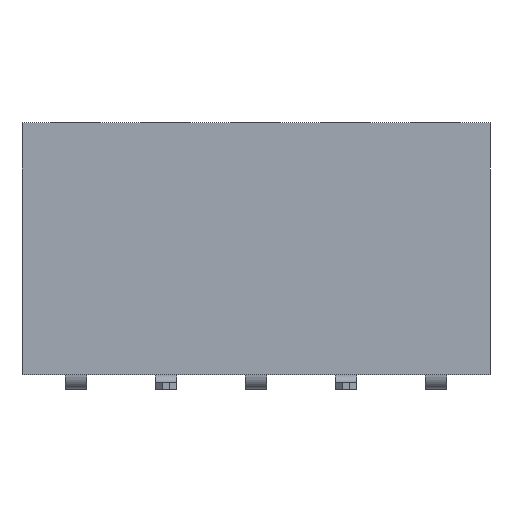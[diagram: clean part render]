
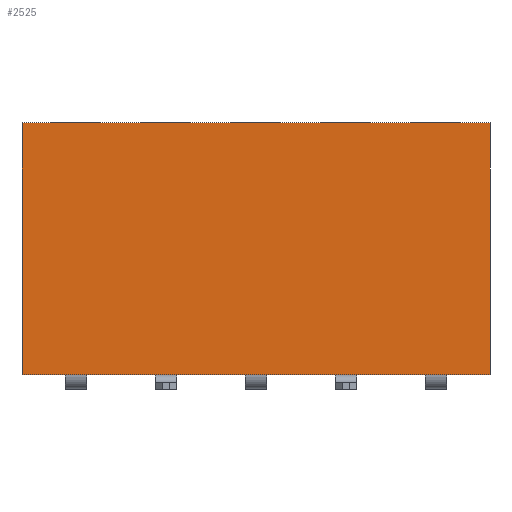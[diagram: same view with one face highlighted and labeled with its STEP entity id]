
A CAD part, front view. The second image highlights one B-rep face of the part: STEP entity #2525.
In plain terms, the highlighted planar face has unit normal (0, -1, 0).
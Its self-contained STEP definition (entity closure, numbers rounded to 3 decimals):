
#238=ORIENTED_EDGE('',*,*,#956,.T.);
#239=ORIENTED_EDGE('',*,*,#962,.T.);
#240=ORIENTED_EDGE('',*,*,#970,.T.);
#241=ORIENTED_EDGE('',*,*,#884,.T.);
#884=EDGE_CURVE('',#1255,#1254,#1490,.T.);
#956=EDGE_CURVE('',#1254,#1325,#1562,.T.);
#962=EDGE_CURVE('',#1325,#1329,#1568,.T.);
#970=EDGE_CURVE('',#1329,#1255,#1576,.T.);
#1254=VERTEX_POINT('',#3585);
#1255=VERTEX_POINT('',#3587);
#1325=VERTEX_POINT('',#3739);
#1329=VERTEX_POINT('',#3750);
#1490=LINE('',#3586,#1804);
#1562=LINE('',#3740,#1876);
#1568=LINE('',#3751,#1882);
#1576=LINE('',#3765,#1890);
#1804=VECTOR('',#2881,1000.);
#1876=VECTOR('',#2975,1000.);
#1882=VECTOR('',#2983,1000.);
#1890=VECTOR('',#2995,1000.);
#2129=EDGE_LOOP('',(#238,#239,#240,#241));
#2277=FACE_BOUND('',#2129,.T.);
#2415=PLANE('',#2690);
#2525=ADVANCED_FACE('',(#2277),#2415,.T.);
#2690=AXIS2_PLACEMENT_3D('',#3766,#2996,#2997);
#2881=DIRECTION('',(-1.,0.,0.));
#2975=DIRECTION('',(0.,0.,-1.));
#2983=DIRECTION('',(1.,0.,0.));
#2995=DIRECTION('',(0.,0.,1.));
#2996=DIRECTION('',(0.,-1.,0.));
#2997=DIRECTION('',(0.,0.,-1.));
#3585=CARTESIAN_POINT('',(-6.6,-1.25,3.55));
#3586=CARTESIAN_POINT('',(6.6,-1.25,3.55));
#3587=CARTESIAN_POINT('',(6.6,-1.25,3.55));
#3739=CARTESIAN_POINT('',(-6.6,-1.25,-3.55));
#3740=CARTESIAN_POINT('',(-6.6,-1.25,3.55));
#3750=CARTESIAN_POINT('',(6.6,-1.25,-3.55));
#3751=CARTESIAN_POINT('',(-6.6,-1.25,-3.55));
#3765=CARTESIAN_POINT('',(6.6,-1.25,-3.55));
#3766=CARTESIAN_POINT('',(0.,-1.25,0.));
